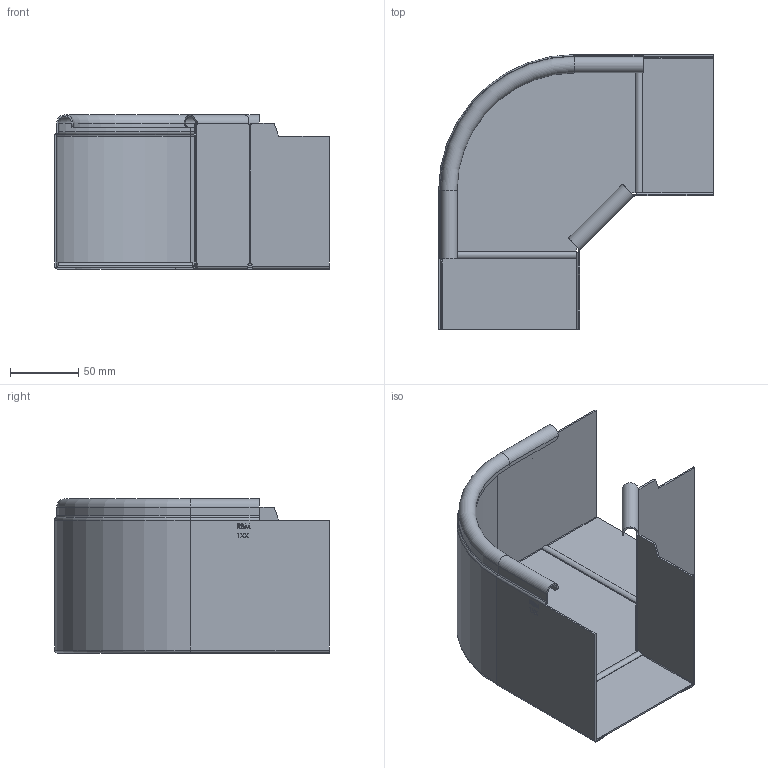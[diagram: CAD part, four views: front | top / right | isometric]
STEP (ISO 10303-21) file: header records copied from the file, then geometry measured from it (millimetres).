
FILE_DESCRIPTION((''),'2;1');
FILE_NAME('RBM_90_110_ASM','2013-07-23T',('AndreasKeweloh'),(''),'PRO/ENGINEER BY PARAMETRIC TECHNOLOGY CORPORATION, 2012360','PRO/ENGINEER BY PARAMETRIC TECHNOLOGY CORPORATION, 2012360','');
FILE_SCHEMA(('CONFIG_CONTROL_DESIGN'));
Length unit declared in the file: millimetre
Products named in the file (5): 041539_AUSSENHOLM_110; PRT0001; 033200_BODENBLECH_100; ASM0001_ASM; RBM_90_110_ASM
Assembly tree (4 placements, depth 3):
  RBM_90_110_ASM
    ASM0001_ASM
      041539_AUSSENHOLM_110
      PRT0001
      033200_BODENBLECH_100
Bounding box: 201.35 x 201.35 x 113 mm (x, y, z)
Volume: 120472.2 mm3; surface area: 195780.8 mm2
Topology: 3 solids, 3 shells, 364 faces, 924 edges, 589 vertices
Faces by surface type: plane 235, cylinder 70, extrusion 43, torus 8, bspline 8
Entity records: 13200 total; most frequent: CARTESIAN_POINT 4407, ORIENTED_EDGE 1848, DIRECTION 1660, EDGE_CURVE 924, VECTOR 724, LINE 681, VERTEX_POINT 589, AXIS2_PLACEMENT_3D 468
